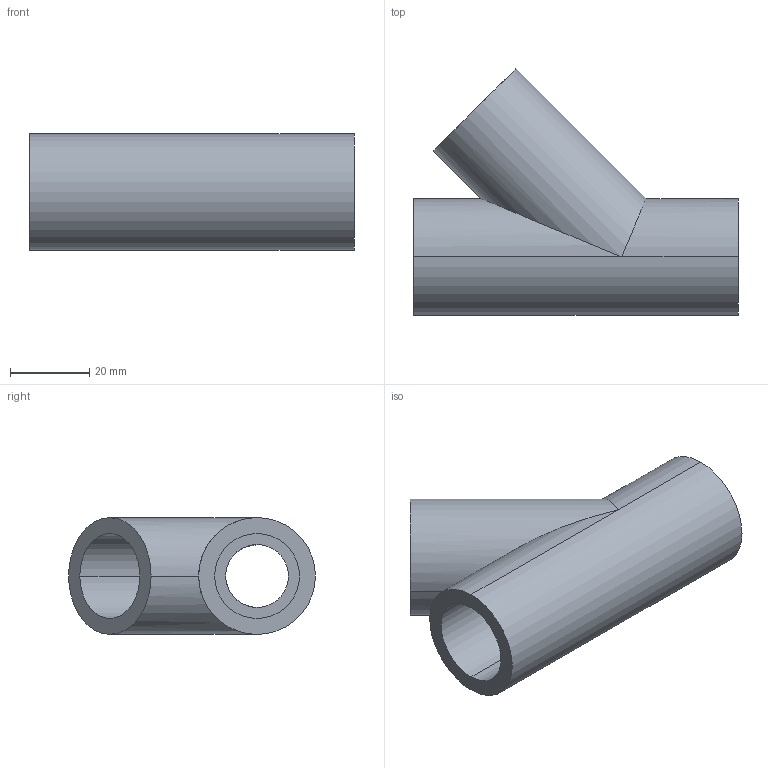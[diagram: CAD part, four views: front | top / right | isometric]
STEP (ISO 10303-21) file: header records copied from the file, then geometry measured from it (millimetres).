
FILE_DESCRIPTION (( 'STEP AP214' ), '1' );
FILE_NAME ('0.5in SCH40 Wye.STEP', '2024-03-10T22:54:50', ( '' ), ( '' ), 'SwSTEP 2.0', 'SolidWorks 2021', '' );
FILE_SCHEMA (( 'AUTOMOTIVE_DESIGN' ));
Length unit declared in the file: inch
Products named in the file (1): 0.5in SCH40 Wye
Bounding box: 81.76 x 62.11 x 29.37 mm (x, y, z)
Volume: 43596.9 mm3; surface area: 18507 mm2
Topology: 1 solids, 1 shells, 22 faces, 50 edges, 32 vertices
Faces by surface type: cylinder 16, plane 6
Entity records: 674 total; most frequent: CARTESIAN_POINT 129, DIRECTION 112, ORIENTED_EDGE 100, EDGE_CURVE 50, AXIS2_PLACEMENT_3D 47, VERTEX_POINT 32, EDGE_LOOP 28, CIRCLE 24
